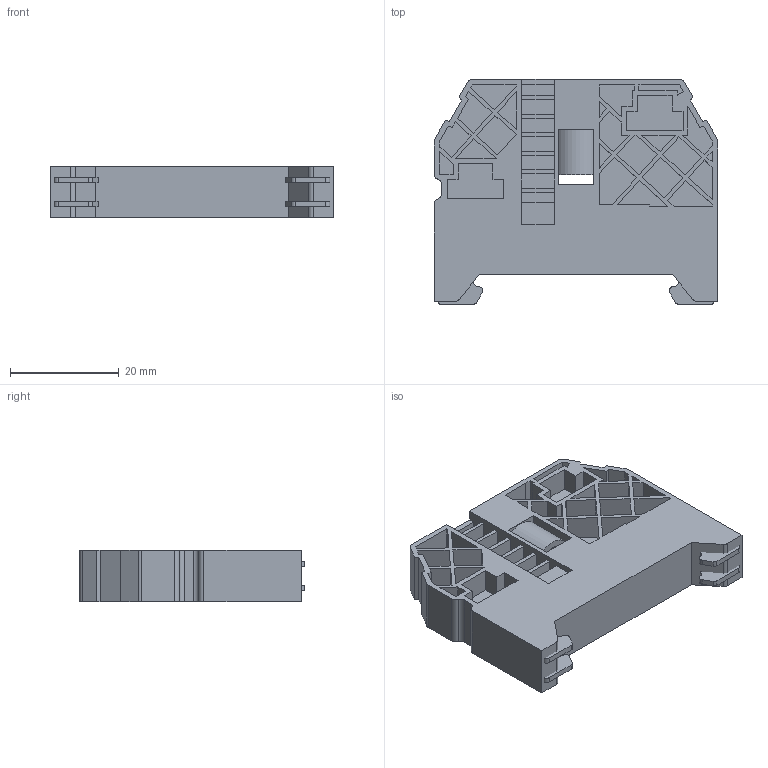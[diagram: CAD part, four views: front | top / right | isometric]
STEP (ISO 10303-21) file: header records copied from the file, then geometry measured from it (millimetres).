
FILE_DESCRIPTION (( 'STEP AP214' ), '1' );
FILE_NAME ('KN-EB7.step', '2015-05-04T11:25:16', ( '' ), ( '' ), 'SwSTEP 2.0', 'SolidWorks 2014', '' );
FILE_SCHEMA (( 'AUTOMOTIVE_DESIGN' ));
Length unit declared in the file: millimetre
Products named in the file (1): KN-EB7
Bounding box: 52 x 41.34 x 9.5 mm (x, y, z)
Volume: 11419.9 mm3; surface area: 11195.1 mm2
Topology: 5 solids, 5 shells, 451 faces, 1178 edges, 784 vertices
Faces by surface type: plane 419, cylinder 32
Entity records: 14232 total; most frequent: CARTESIAN_POINT 2414, ORIENTED_EDGE 2356, DIRECTION 2146, EDGE_CURVE 1178, VECTOR 1114, LINE 1114, VERTEX_POINT 784, AXIS2_PLACEMENT_3D 516
